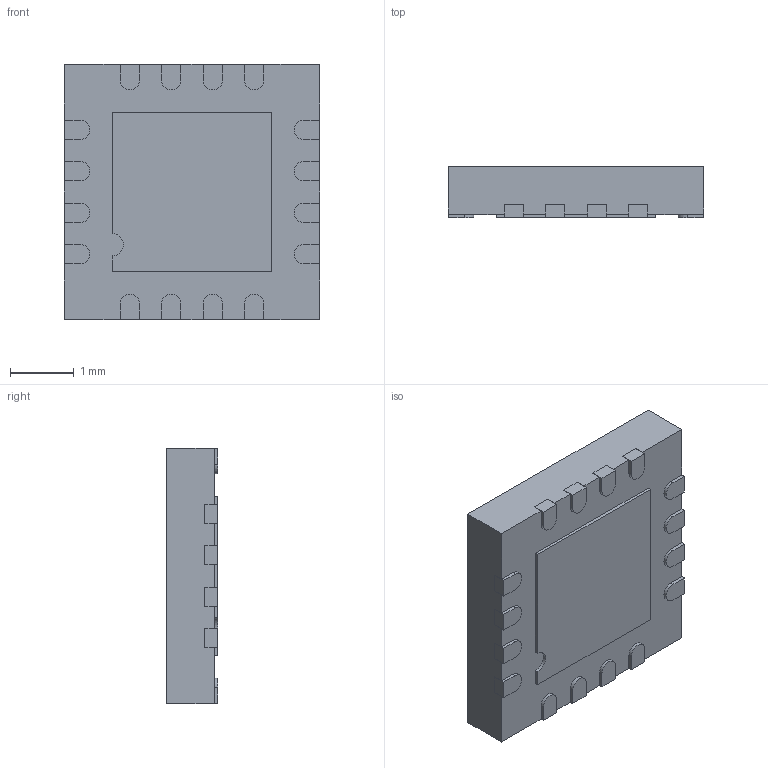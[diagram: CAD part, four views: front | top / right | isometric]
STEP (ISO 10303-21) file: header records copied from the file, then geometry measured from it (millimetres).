
FILE_DESCRIPTION (( 'STEP AP214' ), '1' );
FILE_NAME ('AD8224ACPZ-R7.STEP', '2020-12-04T07:19:08', ( '' ), ( '' ), 'SwSTEP 2.0', 'SolidWorks 2017', '' );
FILE_SCHEMA (( 'AUTOMOTIVE_DESIGN' ));
Length unit declared in the file: millimetre
Products named in the file (1): AD8224ACPZ-R7
Bounding box: 4 x 0.8 x 4 mm (x, y, z)
Volume: 12.4 mm3; surface area: 69.6 mm2
Topology: 19 solids, 19 shells, 196 faces, 468 edges, 312 vertices
Faces by surface type: plane 150, cylinder 46
Entity records: 5840 total; most frequent: CARTESIAN_POINT 977, DIRECTION 954, ORIENTED_EDGE 936, EDGE_CURVE 468, LINE 376, VECTOR 376, VERTEX_POINT 312, AXIS2_PLACEMENT_3D 289
